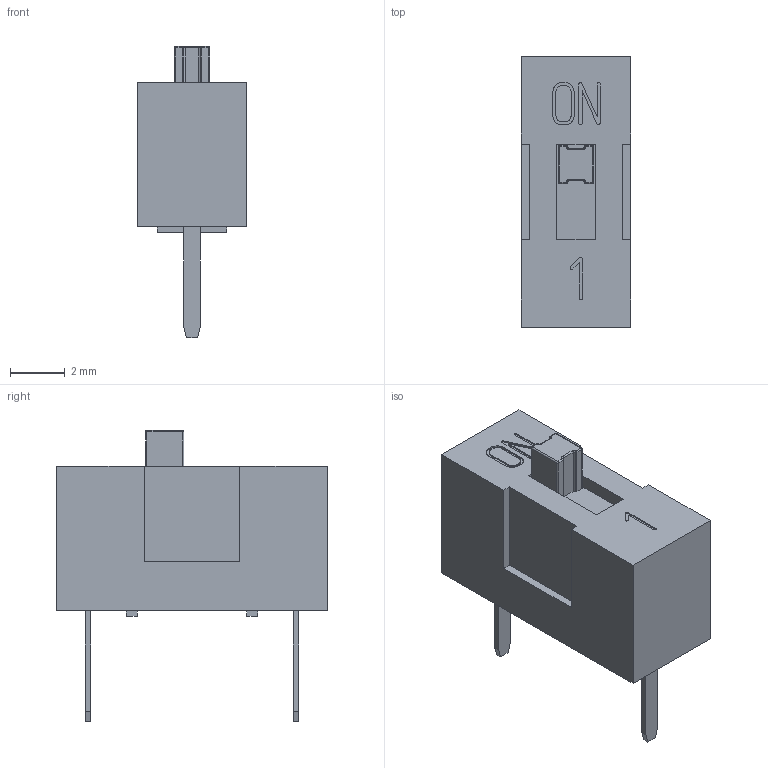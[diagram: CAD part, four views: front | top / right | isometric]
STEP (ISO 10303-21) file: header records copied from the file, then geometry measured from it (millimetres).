
FILE_DESCRIPTION(('FreeCAD Model'),'2;1');
FILE_NAME('Open CASCADE Shape Model','2023-10-28T14:05:27',(''),(''), 'Open CASCADE STEP processor 7.6','FreeCAD','Unknown');
FILE_SCHEMA(('AUTOMOTIVE_DESIGN { 1 0 10303 214 1 1 1 1 }'));
Length unit declared in the file: millimetre
Products named in the file (1): DIP_switch
Bounding box: 4 x 9.9 x 10.65 mm (x, y, z)
Volume: 204.4 mm3; surface area: 261.6 mm2
Topology: 1 solids, 1 shells, 236 faces, 652 edges, 420 vertices
Faces by surface type: plane 163, cylinder 61, sphere 8, torus 4
Entity records: 9071 total; most frequent: CARTESIAN_POINT 1301, ORIENTED_EDGE 1288, DIRECTION 1248, EDGE_CURVE 644, LINE 514, VECTOR 514, VERTEX_POINT 420, AXIS2_PLACEMENT_3D 367
